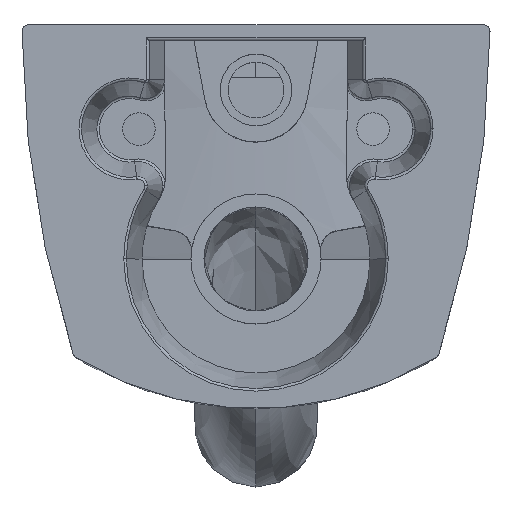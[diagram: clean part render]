
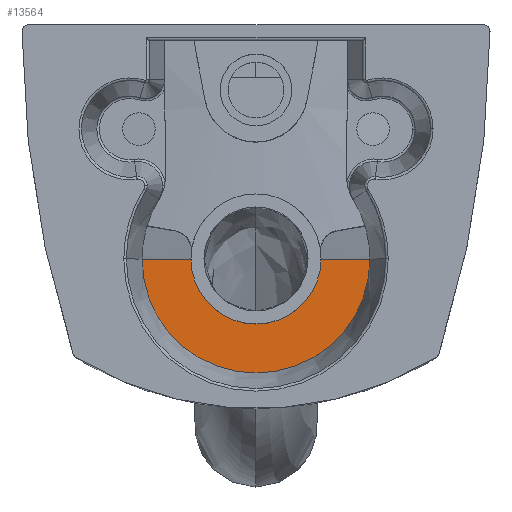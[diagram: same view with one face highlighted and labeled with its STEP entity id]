
A CAD part, top view. The second image highlights one B-rep face of the part: STEP entity #13564.
In plain terms, the highlighted planar face has unit normal (0, 0, 1).
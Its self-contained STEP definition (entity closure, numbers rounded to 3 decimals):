
#52 = ORIENTED_EDGE ( 'NONE', *, *, #16643, .T. ) ;
#566 = ORIENTED_EDGE ( 'NONE', *, *, #16295, .T. ) ;
#1143 = DIRECTION ( 'NONE',  ( -1., 0., 0. ) ) ;
#1578 = VECTOR ( 'NONE', #5115, 1000. ) ;
#1665 = FACE_OUTER_BOUND ( 'NONE', #7442, .T. ) ;
#1933 = AXIS2_PLACEMENT_3D ( 'NONE', #12455, #17003, #3433 ) ;
#3004 = VERTEX_POINT ( 'NONE', #18654 ) ;
#3100 = AXIS2_PLACEMENT_3D ( 'NONE', #3588, #11210, #12703 ) ;
#3133 = PLANE ( 'NONE',  #9697 ) ;
#3433 = DIRECTION ( 'NONE',  ( 1., 0., 0. ) ) ;
#3588 = CARTESIAN_POINT ( 'NONE',  ( 0., -180., 0. ) ) ;
#4752 = ORIENTED_EDGE ( 'NONE', *, *, #9415, .T. ) ;
#4823 = DIRECTION ( 'NONE',  ( 0., 0., 1. ) ) ;
#5115 = DIRECTION ( 'NONE',  ( -1., 0., 0. ) ) ;
#5186 = VERTEX_POINT ( 'NONE', #14870 ) ;
#5799 = EDGE_CURVE ( 'NONE', #8488, #17708, #10459, .T. ) ;
#7068 = LINE ( 'NONE', #19280, #14965 ) ;
#7442 = EDGE_LOOP ( 'NONE', ( #9880, #52, #566, #4752 ) ) ;
#8488 = VERTEX_POINT ( 'NONE', #11399 ) ;
#9415 = EDGE_CURVE ( 'NONE', #5186, #8488, #7068, .T. ) ;
#9458 = CARTESIAN_POINT ( 'NONE',  ( 169.919, -129.124, 0. ) ) ;
#9697 = AXIS2_PLACEMENT_3D ( 'NONE', #9458, #4823, #16696 ) ;
#9880 = ORIENTED_EDGE ( 'NONE', *, *, #5799, .T. ) ;
#10459 = CIRCLE ( 'NONE', #1933, 87.657 ) ;
#11210 = DIRECTION ( 'NONE',  ( 0., 0., -1. ) ) ;
#11399 = CARTESIAN_POINT ( 'NONE',  ( -87.657, -180., 0. ) ) ;
#12455 = CARTESIAN_POINT ( 'NONE',  ( 0., -180., 0. ) ) ;
#12703 = DIRECTION ( 'NONE',  ( -1., 0., 0. ) ) ;
#12930 = CARTESIAN_POINT ( 'NONE',  ( 87.657, -180., 0. ) ) ;
#13564 = ADVANCED_FACE ( 'NONE', ( #1665 ), #3133, .T. ) ;
#14515 = LINE ( 'NONE', #12930, #1578 ) ;
#14870 = CARTESIAN_POINT ( 'NONE',  ( -50., -180., 0. ) ) ;
#14965 = VECTOR ( 'NONE', #1143, 1000. ) ;
#16295 = EDGE_CURVE ( 'NONE', #3004, #5186, #17374, .T. ) ;
#16643 = EDGE_CURVE ( 'NONE', #17708, #3004, #14515, .T. ) ;
#16696 = DIRECTION ( 'NONE',  ( 1., 0., 0. ) ) ;
#17003 = DIRECTION ( 'NONE',  ( 0., 0., 1. ) ) ;
#17374 = CIRCLE ( 'NONE', #3100, 50. ) ;
#17708 = VERTEX_POINT ( 'NONE', #18524 ) ;
#18524 = CARTESIAN_POINT ( 'NONE',  ( 87.657, -180., 0. ) ) ;
#18654 = CARTESIAN_POINT ( 'NONE',  ( 50., -180., 0. ) ) ;
#19280 = CARTESIAN_POINT ( 'NONE',  ( -50., -180., 0. ) ) ;
